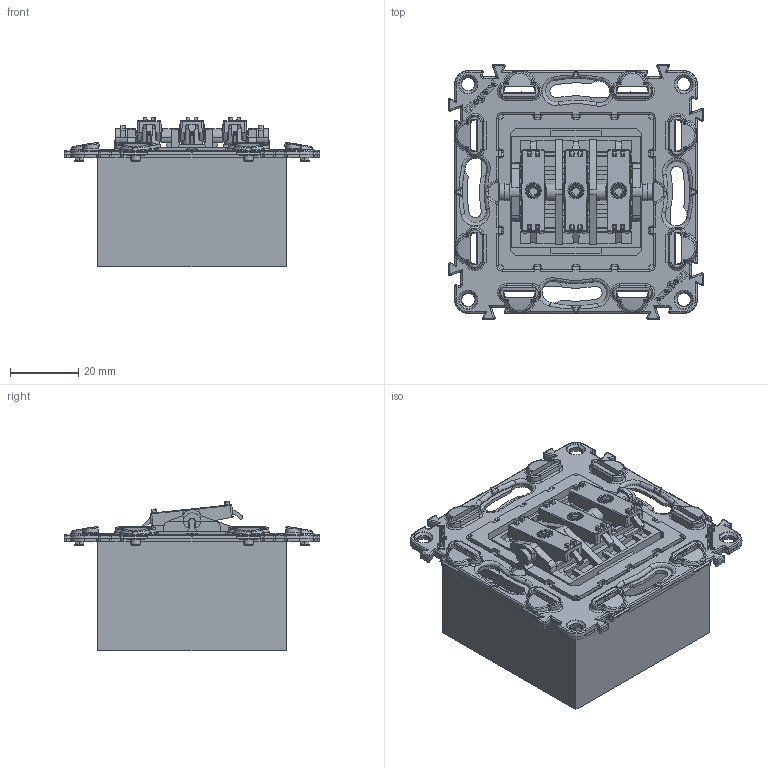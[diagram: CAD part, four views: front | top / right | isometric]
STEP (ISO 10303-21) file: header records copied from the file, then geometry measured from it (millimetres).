
FILE_DESCRIPTION(('CATIA V5 STEP Exchange','CAx-IF Rec.Pracs.--- Model Styling and Organization---1.4--- 2014-01-23'),'2;1');
FILE_NAME('752003_AllCATPart.stp','2020-02-13T09:22:13+00:00',('none'),('none'),'CATIA Version 5-6 Release 2017 SP3','CATIA V5 STEP AP214','none');
FILE_SCHEMA(('AUTOMOTIVE_DESIGN { 1 0 10303 214 1 1 1 1 }'));
Products named in the file (1): 752003_AllCATPart
Bounding box: 74.7 x 74.7 x 43.66 mm (x, y, z)
Volume: 108417.6 mm3; surface area: 27595.3 mm2
Topology: 1 solids, 6 shells, 6561 faces, 18696 edges, 12030 vertices
Faces by surface type: plane 4726, cylinder 918, bspline 364, cone 233, torus 180, sphere 128, extrusion 12
Entity records: 240839 total; most frequent: CARTESIAN_POINT 79774, ORIENTED_EDGE 37088, DIRECTION 24987, EDGE_CURVE 18544, VECTOR 13256, LINE 13244, VERTEX_POINT 12030, EDGE_LOOP 6718
